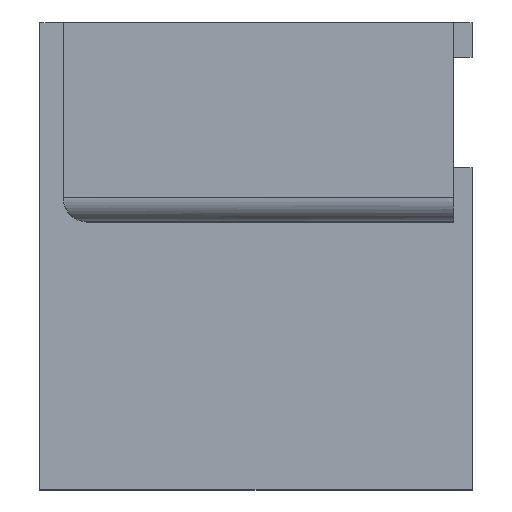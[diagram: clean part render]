
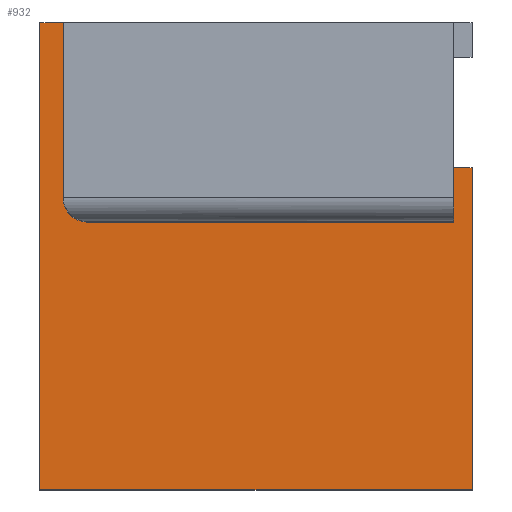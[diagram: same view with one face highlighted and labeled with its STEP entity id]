
A CAD part, top view. The second image highlights one B-rep face of the part: STEP entity #932.
In plain terms, the highlighted planar face has unit normal (0, 0, 1).
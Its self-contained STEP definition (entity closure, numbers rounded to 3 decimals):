
#39=PLANE('',#1021);
#86=FACE_OUTER_BOUND('',#135,.T.);
#135=EDGE_LOOP('',(#772,#773,#774,#775,#776,#777,#778,#779,#780));
#161=CIRCLE('',#967,2.);
#193=LINE('',#1321,#300);
#197=LINE('',#1330,#304);
#246=LINE('',#1476,#353);
#255=LINE('',#1496,#362);
#257=LINE('',#1499,#364);
#258=LINE('',#1501,#365);
#259=LINE('',#1503,#366);
#260=LINE('',#1504,#367);
#300=VECTOR('',#1061,10.);
#304=VECTOR('',#1069,10.);
#353=VECTOR('',#1204,10.);
#362=VECTOR('',#1221,10.);
#364=VECTOR('',#1225,10.);
#365=VECTOR('',#1226,10.);
#366=VECTOR('',#1227,10.);
#367=VECTOR('',#1228,10.);
#402=VERTEX_POINT('',#1303);
#403=VERTEX_POINT('',#1305);
#408=VERTEX_POINT('',#1319);
#410=VERTEX_POINT('',#1327);
#411=VERTEX_POINT('',#1329);
#465=VERTEX_POINT('',#1475);
#472=VERTEX_POINT('',#1495);
#473=VERTEX_POINT('',#1500);
#474=VERTEX_POINT('',#1502);
#492=EDGE_CURVE('',#402,#403,#161,.F.);
#500=EDGE_CURVE('',#402,#408,#193,.T.);
#504=EDGE_CURVE('',#410,#411,#197,.T.);
#576=EDGE_CURVE('',#465,#411,#246,.T.);
#587=EDGE_CURVE('',#472,#465,#255,.T.);
#589=EDGE_CURVE('',#403,#410,#257,.T.);
#590=EDGE_CURVE('',#408,#473,#258,.T.);
#591=EDGE_CURVE('',#474,#473,#259,.T.);
#592=EDGE_CURVE('',#474,#472,#260,.T.);
#772=ORIENTED_EDGE('',*,*,#576,.T.);
#773=ORIENTED_EDGE('',*,*,#504,.F.);
#774=ORIENTED_EDGE('',*,*,#589,.F.);
#775=ORIENTED_EDGE('',*,*,#492,.F.);
#776=ORIENTED_EDGE('',*,*,#500,.T.);
#777=ORIENTED_EDGE('',*,*,#590,.T.);
#778=ORIENTED_EDGE('',*,*,#591,.F.);
#779=ORIENTED_EDGE('',*,*,#592,.T.);
#780=ORIENTED_EDGE('',*,*,#587,.T.);
#932=ADVANCED_FACE('',(#86),#39,.T.);
#967=AXIS2_PLACEMENT_3D('',#1306,#1046,#1047);
#1021=AXIS2_PLACEMENT_3D('',#1498,#1223,#1224);
#1046=DIRECTION('center_axis',(0.,0.,-1.));
#1047=DIRECTION('ref_axis',(-0.707,-0.707,0.));
#1061=DIRECTION('',(0.,1.,0.));
#1069=DIRECTION('',(0.,1.,0.));
#1204=DIRECTION('',(-1.,0.,0.));
#1221=DIRECTION('',(0.,1.,0.));
#1223=DIRECTION('center_axis',(0.,0.,1.));
#1224=DIRECTION('ref_axis',(1.,0.,0.));
#1225=DIRECTION('',(1.,0.,0.));
#1226=DIRECTION('',(-1.,0.,0.));
#1227=DIRECTION('',(0.,1.,0.));
#1228=DIRECTION('',(1.,0.,0.));
#1303=CARTESIAN_POINT('',(-36.5,25.6,1.4));
#1305=CARTESIAN_POINT('',(-34.5,23.6,1.4));
#1306=CARTESIAN_POINT('Origin',(-34.5,25.6,1.4));
#1319=CARTESIAN_POINT('',(-36.5,40.,1.4));
#1321=CARTESIAN_POINT('',(-36.5,23.6,1.4));
#1327=CARTESIAN_POINT('',(-4.405,23.6,1.4));
#1329=CARTESIAN_POINT('',(-4.405,28.061,1.4));
#1330=CARTESIAN_POINT('',(-4.405,23.6,1.4));
#1475=CARTESIAN_POINT('',(-2.905,28.061,1.4));
#1476=CARTESIAN_POINT('',(-16.405,28.061,1.4));
#1495=CARTESIAN_POINT('',(-2.905,1.6,1.4));
#1496=CARTESIAN_POINT('',(-2.905,1.6,1.4));
#1498=CARTESIAN_POINT('Origin',(-38.4,1.6,1.4));
#1499=CARTESIAN_POINT('',(-38.4,23.6,1.4));
#1500=CARTESIAN_POINT('',(-38.4,40.,1.4));
#1501=CARTESIAN_POINT('',(-29.526,40.,1.4));
#1502=CARTESIAN_POINT('',(-38.4,1.6,1.4));
#1503=CARTESIAN_POINT('',(-38.4,1.6,1.4));
#1504=CARTESIAN_POINT('',(-38.4,1.6,1.4));
